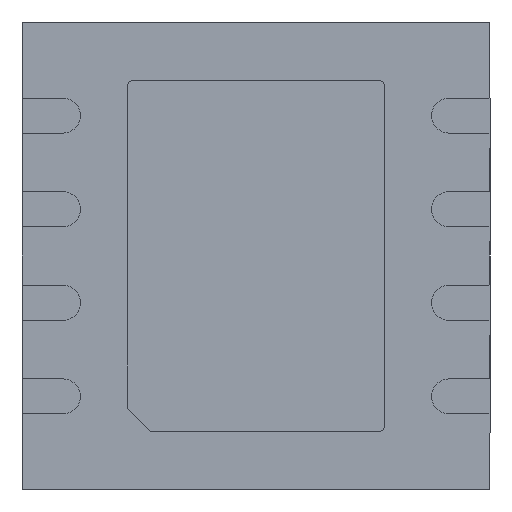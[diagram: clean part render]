
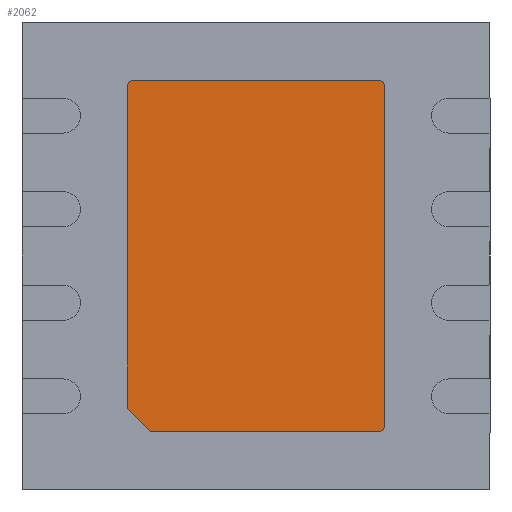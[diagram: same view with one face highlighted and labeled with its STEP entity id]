
A CAD part, front view. The second image highlights one B-rep face of the part: STEP entity #2062.
In plain terms, the highlighted planar face has unit normal (0, -1, 0).
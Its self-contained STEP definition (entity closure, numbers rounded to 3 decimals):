
#25 = DIRECTION ( 'NONE',  ( -1., 0., 0. ) ) ;
#53 = EDGE_CURVE ( 'NONE', #3305, #246, #1318, .T. ) ;
#63 = AXIS2_PLACEMENT_3D ( 'NONE', #1302, #587, #2093 ) ;
#69 = EDGE_CURVE ( 'NONE', #1912, #1125, #1578, .T. ) ;
#143 = EDGE_CURVE ( 'NONE', #1125, #3305, #2313, .T. ) ;
#162 = ORIENTED_EDGE ( 'NONE', *, *, #69, .T. ) ;
#246 = VERTEX_POINT ( 'NONE', #3062 ) ;
#266 = CARTESIAN_POINT ( 'NONE',  ( -1.1, 0., 1.45 ) ) ;
#313 = CARTESIAN_POINT ( 'NONE',  ( -1.05, 0., 1.45 ) ) ;
#429 = EDGE_CURVE ( 'NONE', #1649, #1966, #1941, .T. ) ;
#436 = CARTESIAN_POINT ( 'NONE',  ( -1.1, 0., 1.5 ) ) ;
#493 = CARTESIAN_POINT ( 'NONE',  ( -1.2, 0., -1.2 ) ) ;
#533 = VERTEX_POINT ( 'NONE', #686 ) ;
#587 = DIRECTION ( 'NONE',  ( 0., -1., 0. ) ) ;
#686 = CARTESIAN_POINT ( 'NONE',  ( -0.9, 0., -1.5 ) ) ;
#697 = VECTOR ( 'NONE', #734, 1000. ) ;
#714 = ORIENTED_EDGE ( 'NONE', *, *, #979, .T. ) ;
#730 = EDGE_CURVE ( 'NONE', #533, #1912, #1935, .T. ) ;
#734 = DIRECTION ( 'NONE',  ( 0., 0., 1. ) ) ;
#816 = CARTESIAN_POINT ( 'NONE',  ( -1.05, 0., 1.5 ) ) ;
#890 = DIRECTION ( 'NONE',  ( 1., 0., 0. ) ) ;
#904 = ORIENTED_EDGE ( 'NONE', *, *, #2333, .T. ) ;
#921 = VECTOR ( 'NONE', #1980, 1000. ) ;
#966 = ORIENTED_EDGE ( 'NONE', *, *, #1589, .T. ) ;
#979 = EDGE_CURVE ( 'NONE', #2901, #1649, #3077, .T. ) ;
#1061 = ORIENTED_EDGE ( 'NONE', *, *, #53, .T. ) ;
#1125 = VERTEX_POINT ( 'NONE', #1163 ) ;
#1132 = CARTESIAN_POINT ( 'NONE',  ( 1.05, 0., 1.45 ) ) ;
#1152 = DIRECTION ( 'NONE',  ( 0., 0., -1. ) ) ;
#1163 = CARTESIAN_POINT ( 'NONE',  ( 1.1, 0., -1.45 ) ) ;
#1210 = CARTESIAN_POINT ( 'NONE',  ( 1.05, 0., -1.5 ) ) ;
#1302 = CARTESIAN_POINT ( 'NONE',  ( 0., 0., 0. ) ) ;
#1309 = CARTESIAN_POINT ( 'NONE',  ( 1.1, 0., 1.5 ) ) ;
#1318 = CIRCLE ( 'NONE', #2304, 0.05 ) ;
#1365 = VECTOR ( 'NONE', #1821, 1000. ) ;
#1408 = DIRECTION ( 'NONE',  ( 0., -1., 0. ) ) ;
#1417 = FACE_OUTER_BOUND ( 'NONE', #1644, .T. ) ;
#1463 = DIRECTION ( 'NONE',  ( 0., -1., 0. ) ) ;
#1489 = ORIENTED_EDGE ( 'NONE', *, *, #730, .T. ) ;
#1578 = CIRCLE ( 'NONE', #2898, 0.05 ) ;
#1589 = EDGE_CURVE ( 'NONE', #246, #2901, #2084, .T. ) ;
#1644 = EDGE_LOOP ( 'NONE', ( #966, #714, #2455, #904, #1489, #162, #3043, #1061 ) ) ;
#1649 = VERTEX_POINT ( 'NONE', #266 ) ;
#1651 = PLANE ( 'NONE',  #63 ) ;
#1676 = CARTESIAN_POINT ( 'NONE',  ( -1.1, 0., -1.3 ) ) ;
#1716 = CARTESIAN_POINT ( 'NONE',  ( 1.05, 0., -1.45 ) ) ;
#1821 = DIRECTION ( 'NONE',  ( 0.707, 0., -0.707 ) ) ;
#1912 = VERTEX_POINT ( 'NONE', #1210 ) ;
#1935 = LINE ( 'NONE', #3185, #2816 ) ;
#1941 = LINE ( 'NONE', #436, #921 ) ;
#1949 = CARTESIAN_POINT ( 'NONE',  ( 1.1, 0., 1.45 ) ) ;
#1954 = VECTOR ( 'NONE', #25, 1000. ) ;
#1966 = VERTEX_POINT ( 'NONE', #1676 ) ;
#1980 = DIRECTION ( 'NONE',  ( 0., 0., -1. ) ) ;
#2052 = LINE ( 'NONE', #493, #1365 ) ;
#2062 = ADVANCED_FACE ( 'NONE', ( #1417 ), #1651, .T. ) ;
#2084 = LINE ( 'NONE', #1309, #1954 ) ;
#2093 = DIRECTION ( 'NONE',  ( 0., 0., -1. ) ) ;
#2204 = AXIS2_PLACEMENT_3D ( 'NONE', #313, #2388, #2988 ) ;
#2304 = AXIS2_PLACEMENT_3D ( 'NONE', #1132, #1408, #3023 ) ;
#2313 = LINE ( 'NONE', #3091, #697 ) ;
#2333 = EDGE_CURVE ( 'NONE', #1966, #533, #2052, .T. ) ;
#2388 = DIRECTION ( 'NONE',  ( 0., -1., 0. ) ) ;
#2455 = ORIENTED_EDGE ( 'NONE', *, *, #429, .T. ) ;
#2816 = VECTOR ( 'NONE', #890, 1000. ) ;
#2898 = AXIS2_PLACEMENT_3D ( 'NONE', #1716, #1463, #1152 ) ;
#2901 = VERTEX_POINT ( 'NONE', #816 ) ;
#2988 = DIRECTION ( 'NONE',  ( 0., 0., -1. ) ) ;
#3023 = DIRECTION ( 'NONE',  ( 0., 0., -1. ) ) ;
#3043 = ORIENTED_EDGE ( 'NONE', *, *, #143, .T. ) ;
#3062 = CARTESIAN_POINT ( 'NONE',  ( 1.05, 0., 1.5 ) ) ;
#3077 = CIRCLE ( 'NONE', #2204, 0.05 ) ;
#3091 = CARTESIAN_POINT ( 'NONE',  ( 1.1, 0., 1.5 ) ) ;
#3185 = CARTESIAN_POINT ( 'NONE',  ( 1.1, 0., -1.5 ) ) ;
#3305 = VERTEX_POINT ( 'NONE', #1949 ) ;
